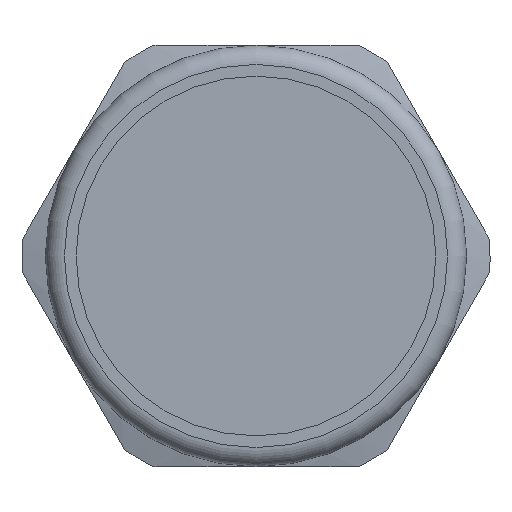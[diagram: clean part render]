
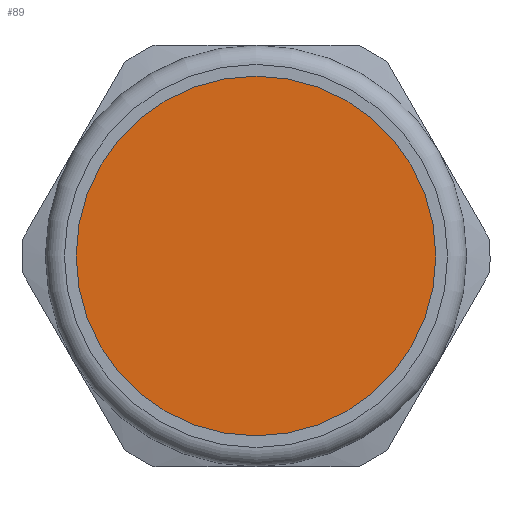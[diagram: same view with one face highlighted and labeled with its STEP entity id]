
A CAD part, left-side view. The second image highlights one B-rep face of the part: STEP entity #89.
In plain terms, the highlighted planar face has unit normal (-1, 0, 0).
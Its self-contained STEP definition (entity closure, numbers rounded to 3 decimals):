
#89 = ADVANCED_FACE( '', ( #229 ), #230, .T. );
#229 = FACE_OUTER_BOUND( '', #434, .T. );
#230 = PLANE( '', #435 );
#434 = EDGE_LOOP( '', ( #648 ) );
#435 = AXIS2_PLACEMENT_3D( '', #649, #650, #651 );
#648 = ORIENTED_EDGE( '', *, *, #1148, .F. );
#649 = CARTESIAN_POINT( '', ( 0.5, 11.525, 0. ) );
#650 = DIRECTION( '', ( -1., 0., 0. ) );
#651 = DIRECTION( '', ( 0., -1., 0. ) );
#1148 = EDGE_CURVE( '', #1357, #1357, #1358, .T. );
#1357 = VERTEX_POINT( '', #1650 );
#1358 = CIRCLE( '', #1651, 11.525 );
#1650 = CARTESIAN_POINT( '', ( 0.5, 11.525, 0. ) );
#1651 = AXIS2_PLACEMENT_3D( '', #2101, #2102, #2103 );
#2101 = CARTESIAN_POINT( '', ( 0.5, 0., 0. ) );
#2102 = DIRECTION( '', ( 1., 0., 0. ) );
#2103 = DIRECTION( '', ( 0., 1., 0. ) );
